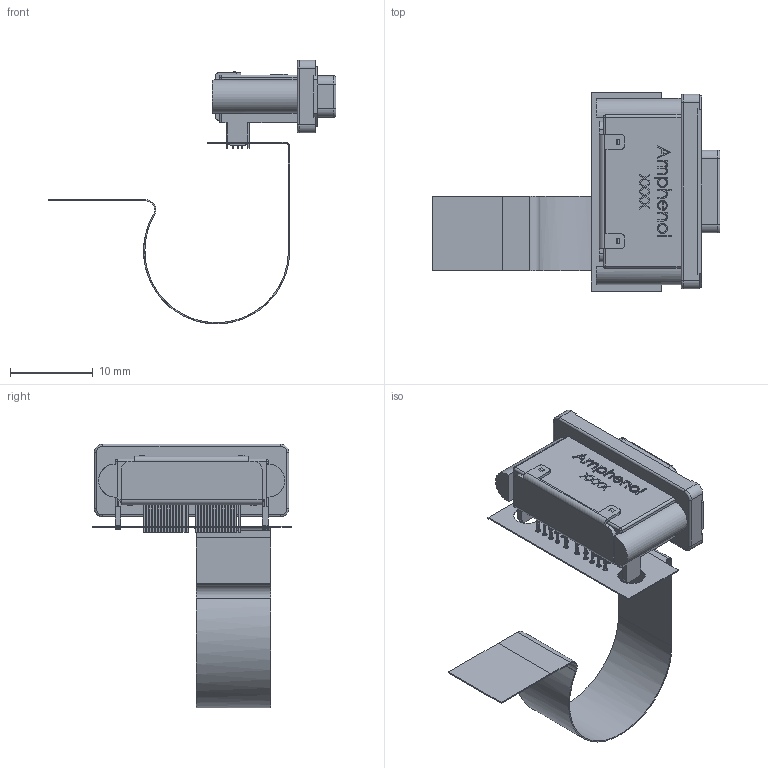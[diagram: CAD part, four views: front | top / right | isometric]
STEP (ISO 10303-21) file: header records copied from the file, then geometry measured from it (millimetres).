
FILE_DESCRIPTION(('Open CASCADE Model'),'2;1');
FILE_NAME('Open CASCADE Shape Model','2022-06-28T23:17:39',('Author'),( 'Open CASCADE'),'Open CASCADE STEP processor 6.8','Open CASCADE 6.8' ,'Unknown');
FILE_SCHEMA(('AUTOMOTIVE_DESIGN { 1 0 10303 214 1 1 1 1 }'));
Length unit declared in the file: millimetre
Products named in the file (15): PCB; BoardUSB-C-PCB-Type2; Open CASCADE STEP translator 6.8 2.1.1; Open CASCADE STEP translator 6.8 2.1.2; Open CASCADE STEP translator 6.8 2.1.3; Open CASCADE STEP translator 6.8 2.1.4; Open CASCADE STEP translator 6.8 2.1.5; Open CASCADE STEP translator 6.8 2.1.6; Open CASCADE STEP translator 6.8 2.1.7; Open CASCADE STEP translator 6.8 2.1.8; Open CASCADE STEP translator 6.8 2.1.9; Open CASCADE STEP translator 6.8 2.1.10; Open CASCADE STEP translator 6.8 2.1.11; J1USB-C-PCB-Type2; M-MUSBR-M1C1-X0-REVT3
Assembly tree (14 placements, depth 3):
  PCB
    BoardUSB-C-PCB-Type2
      Open CASCADE STEP translator 6.8 2.1.1
      Open CASCADE STEP translator 6.8 2.1.2
      Open CASCADE STEP translator 6.8 2.1.3
      Open CASCADE STEP translator 6.8 2.1.4
      Open CASCADE STEP translator 6.8 2.1.5
      Open CASCADE STEP translator 6.8 2.1.6
      Open CASCADE STEP translator 6.8 2.1.7
      Open CASCADE STEP translator 6.8 2.1.8
      Open CASCADE STEP translator 6.8 2.1.9
      Open CASCADE STEP translator 6.8 2.1.10
      Open CASCADE STEP translator 6.8 2.1.11
    J1USB-C-PCB-Type2
      M-MUSBR-M1C1-X0-REVT3
Bounding box: 34.78 x 24 x 31.87 mm (x, y, z)
Volume: 1684.4 mm3; surface area: 3129.7 mm2
Topology: 12 solids, 12 shells, 1007 faces, 2650 edges, 1730 vertices
Faces by surface type: plane 724, cylinder 192, bspline 67, torus 18, cone 4, sphere 2
Full cylindrical faces by diameter (mm): 0.58 x30, 1.778 x2, 2.8 x2, 3.305 x2
Entity records: 33799 total; most frequent: CARTESIAN_POINT 8864, ORIENTED_EDGE 5292, DIRECTION 4654, EDGE_CURVE 2646, LINE 2036, VECTOR 2036, VERTEX_POINT 1730, AXIS2_PLACEMENT_3D 1309
